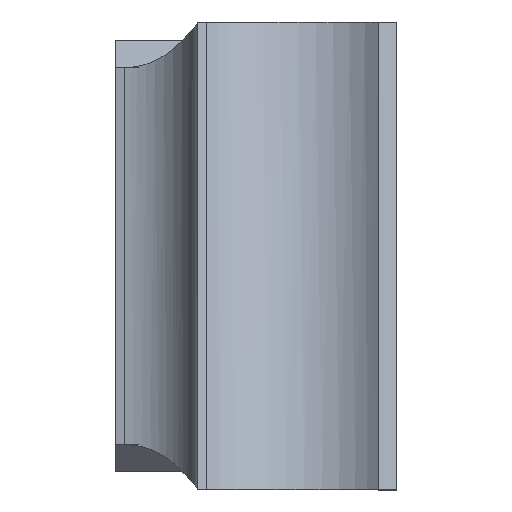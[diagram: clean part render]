
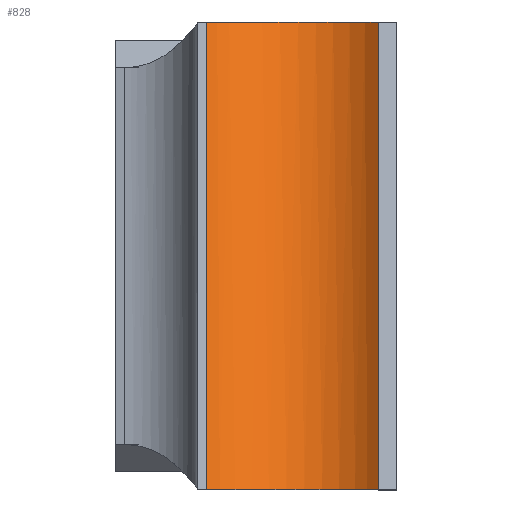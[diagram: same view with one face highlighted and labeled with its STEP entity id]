
A CAD part, top view. The second image highlights one B-rep face of the part: STEP entity #828.
In plain terms, the highlighted cylindrical face has radius 13.5 mm (diameter 27 mm), a partial arc.
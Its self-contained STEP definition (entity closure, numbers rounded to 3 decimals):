
#15=ELLIPSE('',#885,14.366,13.5);
#18=ELLIPSE('',#915,14.366,13.5);
#85=FACE_OUTER_BOUND('',#132,.T.);
#132=EDGE_LOOP('',(#713,#714,#715,#716));
#216=LINE('',#1368,#309);
#217=LINE('',#1369,#310);
#309=VECTOR('',#1109,10.);
#310=VECTOR('',#1110,10.);
#392=VERTEX_POINT('',#1270);
#393=VERTEX_POINT('',#1272);
#419=VERTEX_POINT('',#1365);
#420=VERTEX_POINT('',#1366);
#482=EDGE_CURVE('',#393,#392,#15,.T.);
#525=EDGE_CURVE('',#419,#420,#18,.F.);
#526=EDGE_CURVE('',#393,#419,#216,.T.);
#527=EDGE_CURVE('',#420,#392,#217,.T.);
#713=ORIENTED_EDGE('',*,*,#525,.F.);
#714=ORIENTED_EDGE('',*,*,#526,.F.);
#715=ORIENTED_EDGE('',*,*,#482,.T.);
#716=ORIENTED_EDGE('',*,*,#527,.F.);
#798=CYLINDRICAL_SURFACE('',#914,13.5);
#828=ADVANCED_FACE('',(#85),#798,.F.);
#885=AXIS2_PLACEMENT_3D('',#1273,#1018,#1019);
#914=AXIS2_PLACEMENT_3D('',#1364,#1105,#1106);
#915=AXIS2_PLACEMENT_3D('',#1367,#1107,#1108);
#1018=DIRECTION('center_axis',(0.,1.,0.));
#1019=DIRECTION('ref_axis',(0.,0.,-1.));
#1105=DIRECTION('center_axis',(0.,-0.94,0.342));
#1106=DIRECTION('ref_axis',(-0.704,-0.243,-0.668));
#1107=DIRECTION('center_axis',(0.,-1.,0.));
#1108=DIRECTION('ref_axis',(0.,0.,-1.));
#1109=DIRECTION('',(0.,-0.94,0.342));
#1110=DIRECTION('',(0.,0.94,-0.342));
#1270=CARTESIAN_POINT('',(-19.,25.8,22.5));
#1272=CARTESIAN_POINT('',(0.,25.8,22.5));
#1273=CARTESIAN_POINT('Origin',(-9.5,25.8,32.707));
#1364=CARTESIAN_POINT('Origin',(-9.5,16.523,36.084));
#1365=CARTESIAN_POINT('',(0.,-25.8,41.281));
#1366=CARTESIAN_POINT('',(-19.,-25.8,41.281));
#1367=CARTESIAN_POINT('Origin',(-9.5,-25.8,51.488));
#1368=CARTESIAN_POINT('',(0.,13.242,27.071));
#1369=CARTESIAN_POINT('',(-19.,13.242,27.071));
